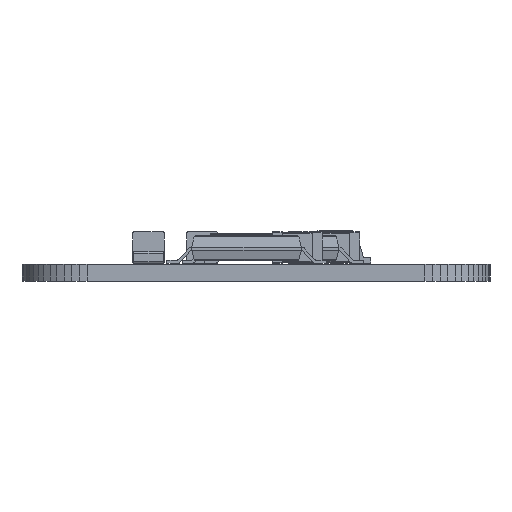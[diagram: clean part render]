
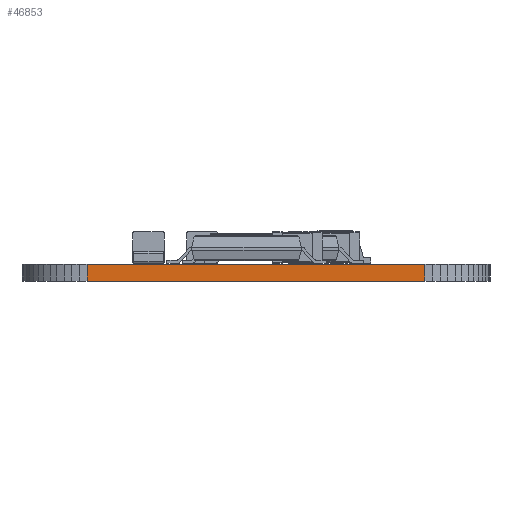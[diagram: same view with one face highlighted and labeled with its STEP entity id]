
A CAD part, front view. The second image highlights one B-rep face of the part: STEP entity #46853.
In plain terms, the highlighted planar face has unit normal (0, -1, 0).
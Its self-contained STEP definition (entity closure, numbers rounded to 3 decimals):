
#39662 = PLANE('',#39663);
#39663 = AXIS2_PLACEMENT_3D('',#39664,#39665,#39666);
#39664 = CARTESIAN_POINT('',(7.62,-18.882,0.68));
#39665 = DIRECTION('',(-0.,-0.,-1.));
#39666 = DIRECTION('',(-1.,0.,0.));
#39716 = PLANE('',#39717);
#39717 = AXIS2_PLACEMENT_3D('',#39718,#39719,#39720);
#39718 = CARTESIAN_POINT('',(7.62,-18.882,0.));
#39719 = DIRECTION('',(-0.,-0.,-1.));
#39720 = DIRECTION('',(-1.,0.,0.));
#40553 = VERTEX_POINT('',#40554);
#40554 = CARTESIAN_POINT('',(14.404,-40.714,0.));
#40568 = PLANE('',#40569);
#40569 = AXIS2_PLACEMENT_3D('',#40570,#40571,#40572);
#40570 = CARTESIAN_POINT('',(14.719,-40.695,0.));
#40571 = DIRECTION('',(0.06,-0.998,0.));
#40572 = DIRECTION('',(-0.998,-0.06,0.));
#40580 = EDGE_CURVE('',#40553,#40581,#40583,.T.);
#40581 = VERTEX_POINT('',#40582);
#40582 = CARTESIAN_POINT('',(0.836,-40.714,0.));
#40583 = SURFACE_CURVE('',#40584,(#40588,#40595),.PCURVE_S1.);
#40584 = LINE('',#40585,#40586);
#40585 = CARTESIAN_POINT('',(14.404,-40.714,0.));
#40586 = VECTOR('',#40587,1.);
#40587 = DIRECTION('',(-1.,0.,0.));
#40588 = PCURVE('',#39716,#40589);
#40589 = DEFINITIONAL_REPRESENTATION('',(#40590),#40594);
#40590 = LINE('',#40591,#40592);
#40591 = CARTESIAN_POINT('',(-6.784,-21.832));
#40592 = VECTOR('',#40593,1.);
#40593 = DIRECTION('',(1.,0.));
#40594 = ( GEOMETRIC_REPRESENTATION_CONTEXT(2) 
PARAMETRIC_REPRESENTATION_CONTEXT() REPRESENTATION_CONTEXT('2D SPACE',''
  ) );
#40595 = PCURVE('',#40596,#40601);
#40596 = PLANE('',#40597);
#40597 = AXIS2_PLACEMENT_3D('',#40598,#40599,#40600);
#40598 = CARTESIAN_POINT('',(14.404,-40.714,0.));
#40599 = DIRECTION('',(0.,-1.,0.));
#40600 = DIRECTION('',(-1.,0.,0.));
#40601 = DEFINITIONAL_REPRESENTATION('',(#40602),#40606);
#40602 = LINE('',#40603,#40604);
#40603 = CARTESIAN_POINT('',(0.,0.));
#40604 = VECTOR('',#40605,1.);
#40605 = DIRECTION('',(1.,0.));
#40606 = ( GEOMETRIC_REPRESENTATION_CONTEXT(2) 
PARAMETRIC_REPRESENTATION_CONTEXT() REPRESENTATION_CONTEXT('2D SPACE',''
  ) );
#40624 = PLANE('',#40625);
#40625 = AXIS2_PLACEMENT_3D('',#40626,#40627,#40628);
#40626 = CARTESIAN_POINT('',(0.836,-40.714,0.));
#40627 = DIRECTION('',(-0.06,-0.998,0.));
#40628 = DIRECTION('',(-0.998,0.06,0.));
#43484 = VERTEX_POINT('',#43485);
#43485 = CARTESIAN_POINT('',(14.404,-40.714,0.68));
#43506 = EDGE_CURVE('',#43484,#43507,#43509,.T.);
#43507 = VERTEX_POINT('',#43508);
#43508 = CARTESIAN_POINT('',(0.836,-40.714,0.68));
#43509 = SURFACE_CURVE('',#43510,(#43514,#43521),.PCURVE_S1.);
#43510 = LINE('',#43511,#43512);
#43511 = CARTESIAN_POINT('',(14.404,-40.714,0.68));
#43512 = VECTOR('',#43513,1.);
#43513 = DIRECTION('',(-1.,0.,0.));
#43514 = PCURVE('',#39662,#43515);
#43515 = DEFINITIONAL_REPRESENTATION('',(#43516),#43520);
#43516 = LINE('',#43517,#43518);
#43517 = CARTESIAN_POINT('',(-6.784,-21.832));
#43518 = VECTOR('',#43519,1.);
#43519 = DIRECTION('',(1.,0.));
#43520 = ( GEOMETRIC_REPRESENTATION_CONTEXT(2) 
PARAMETRIC_REPRESENTATION_CONTEXT() REPRESENTATION_CONTEXT('2D SPACE',''
  ) );
#43521 = PCURVE('',#40596,#43522);
#43522 = DEFINITIONAL_REPRESENTATION('',(#43523),#43527);
#43523 = LINE('',#43524,#43525);
#43524 = CARTESIAN_POINT('',(0.,-0.68));
#43525 = VECTOR('',#43526,1.);
#43526 = DIRECTION('',(1.,0.));
#43527 = ( GEOMETRIC_REPRESENTATION_CONTEXT(2) 
PARAMETRIC_REPRESENTATION_CONTEXT() REPRESENTATION_CONTEXT('2D SPACE',''
  ) );
#46805 = EDGE_CURVE('',#40553,#43484,#46806,.T.);
#46806 = SURFACE_CURVE('',#46807,(#46811,#46818),.PCURVE_S1.);
#46807 = LINE('',#46808,#46809);
#46808 = CARTESIAN_POINT('',(14.404,-40.714,0.));
#46809 = VECTOR('',#46810,1.);
#46810 = DIRECTION('',(0.,0.,1.));
#46811 = PCURVE('',#40568,#46812);
#46812 = DEFINITIONAL_REPRESENTATION('',(#46813),#46817);
#46813 = LINE('',#46814,#46815);
#46814 = CARTESIAN_POINT('',(0.316,0.));
#46815 = VECTOR('',#46816,1.);
#46816 = DIRECTION('',(0.,-1.));
#46817 = ( GEOMETRIC_REPRESENTATION_CONTEXT(2) 
PARAMETRIC_REPRESENTATION_CONTEXT() REPRESENTATION_CONTEXT('2D SPACE',''
  ) );
#46818 = PCURVE('',#40596,#46819);
#46819 = DEFINITIONAL_REPRESENTATION('',(#46820),#46824);
#46820 = LINE('',#46821,#46822);
#46821 = CARTESIAN_POINT('',(0.,0.));
#46822 = VECTOR('',#46823,1.);
#46823 = DIRECTION('',(0.,-1.));
#46824 = ( GEOMETRIC_REPRESENTATION_CONTEXT(2) 
PARAMETRIC_REPRESENTATION_CONTEXT() REPRESENTATION_CONTEXT('2D SPACE',''
  ) );
#46853 = ADVANCED_FACE('',(#46854),#40596,.T.);
#46854 = FACE_BOUND('',#46855,.T.);
#46855 = EDGE_LOOP('',(#46856,#46857,#46858,#46879));
#46856 = ORIENTED_EDGE('',*,*,#46805,.T.);
#46857 = ORIENTED_EDGE('',*,*,#43506,.T.);
#46858 = ORIENTED_EDGE('',*,*,#46859,.F.);
#46859 = EDGE_CURVE('',#40581,#43507,#46860,.T.);
#46860 = SURFACE_CURVE('',#46861,(#46865,#46872),.PCURVE_S1.);
#46861 = LINE('',#46862,#46863);
#46862 = CARTESIAN_POINT('',(0.836,-40.714,0.));
#46863 = VECTOR('',#46864,1.);
#46864 = DIRECTION('',(0.,0.,1.));
#46865 = PCURVE('',#40596,#46866);
#46866 = DEFINITIONAL_REPRESENTATION('',(#46867),#46871);
#46867 = LINE('',#46868,#46869);
#46868 = CARTESIAN_POINT('',(13.569,0.));
#46869 = VECTOR('',#46870,1.);
#46870 = DIRECTION('',(0.,-1.));
#46871 = ( GEOMETRIC_REPRESENTATION_CONTEXT(2) 
PARAMETRIC_REPRESENTATION_CONTEXT() REPRESENTATION_CONTEXT('2D SPACE',''
  ) );
#46872 = PCURVE('',#40624,#46873);
#46873 = DEFINITIONAL_REPRESENTATION('',(#46874),#46878);
#46874 = LINE('',#46875,#46876);
#46875 = CARTESIAN_POINT('',(0.,0.));
#46876 = VECTOR('',#46877,1.);
#46877 = DIRECTION('',(0.,-1.));
#46878 = ( GEOMETRIC_REPRESENTATION_CONTEXT(2) 
PARAMETRIC_REPRESENTATION_CONTEXT() REPRESENTATION_CONTEXT('2D SPACE',''
  ) );
#46879 = ORIENTED_EDGE('',*,*,#40580,.F.);
